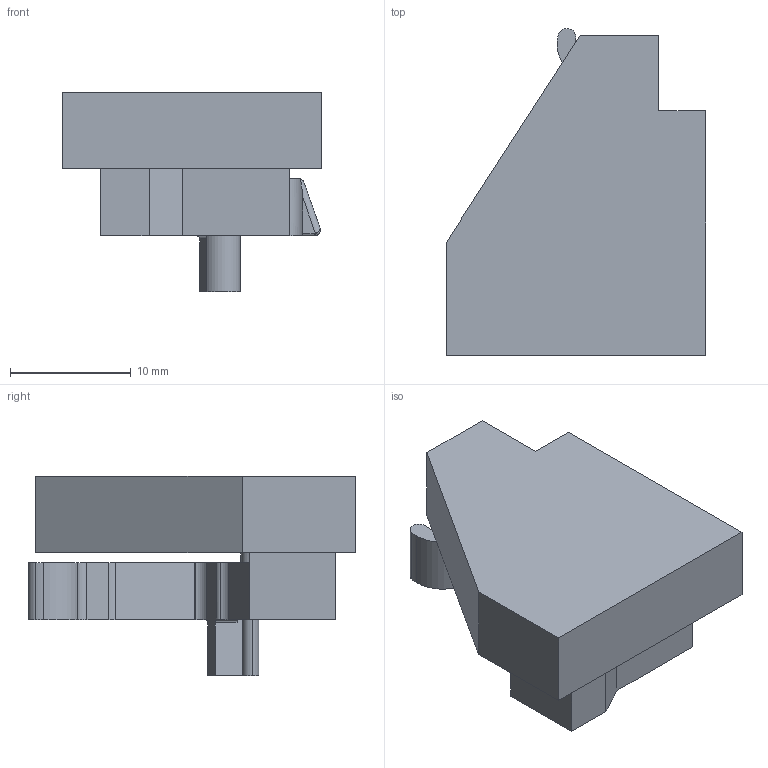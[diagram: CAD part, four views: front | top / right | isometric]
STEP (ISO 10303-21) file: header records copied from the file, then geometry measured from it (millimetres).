
FILE_DESCRIPTION (( 'STEP AP214' ), '1' );
FILE_NAME ('switch-flexures_0-1875in-thick_0-65mm-flex.STEP', '2024-11-22T16:57:14', ( '' ), ( '' ), 'SwSTEP 2.0', 'SolidWorks 2023', '' );
FILE_SCHEMA (( 'AUTOMOTIVE_DESIGN' ));
Length unit declared in the file: millimetre
Products named in the file (1): switch-flexures_0-1875in-thick_0-65mm-flex
Bounding box: 21.49 x 27.11 x 16.52 mm (x, y, z)
Volume: 3675.4 mm3; surface area: 2377.3 mm2
Topology: 1 solids, 1 shells, 99 faces, 278 edges, 174 vertices
Faces by surface type: cylinder 48, plane 44, sphere 4, bspline 2, torus 1
Entity records: 3216 total; most frequent: CARTESIAN_POINT 631, DIRECTION 548, ORIENTED_EDGE 544, EDGE_CURVE 272, AXIS2_PLACEMENT_3D 190, VERTEX_POINT 174, VECTOR 168, LINE 168
